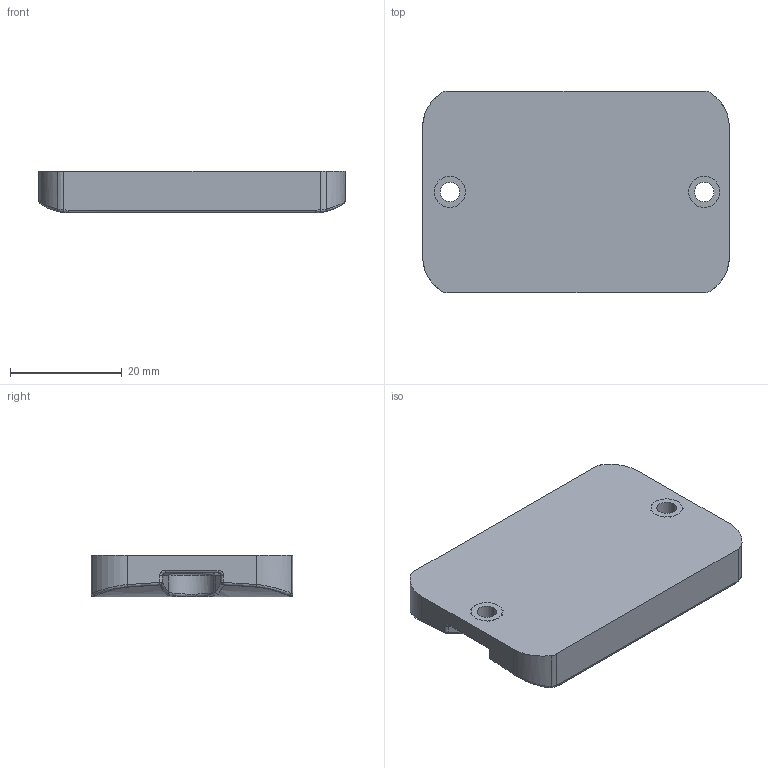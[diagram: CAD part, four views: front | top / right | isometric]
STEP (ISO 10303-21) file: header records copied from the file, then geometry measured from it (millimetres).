
FILE_DESCRIPTION((''),'2;1');
FILE_NAME('CAD-8597_ASM','2022-11-28T07:55:52',('creinig-se'),(''),'CREO PARAMETRIC BY PTC INC, 2019292','CREO PARAMETRIC BY PTC INC, 2019292','');
FILE_SCHEMA(('CONFIG_CONTROL_DESIGN','SHAPE_APPEARANCE_LAYERS_GROUPS'));
Length unit declared in the file: millimetre
Products named in the file (3): CAD-8597_1; CAD-8597_2; CAD-8597_ASM
Assembly tree (3 placements, depth 2):
  CAD-8597_ASM
    CAD-8597_1
    CAD-8597_2  x2
Bounding box: 55 x 36.2 x 7.5 mm (x, y, z)
Volume: 13855.2 mm3; surface area: 5507.6 mm2
Topology: 3 solids, 3 shells, 903 faces, 2253 edges, 1352 vertices
Faces by surface type: bspline 537, cylinder 197, plane 144, sphere 8, cone 8, torus 7, extrusion 2
Entity records: 28754 total; most frequent: CARTESIAN_POINT 15226, ORIENTED_EDGE 2442, PRESENTATION_STYLE_ASSIGNMENT 1304, STYLED_ITEM 1304, CURVE_STYLE 1223, EDGE_CURVE 1221, DIRECTION 974, B_SPLINE_CURVE_WITH_KNOTS 814
